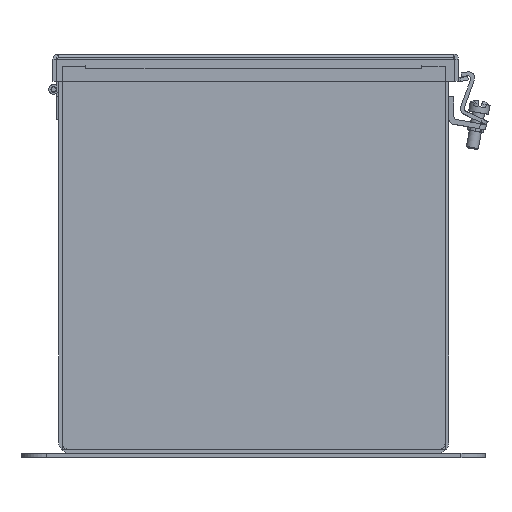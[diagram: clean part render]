
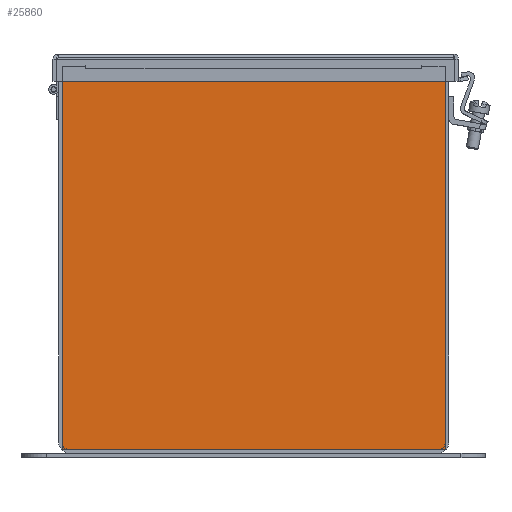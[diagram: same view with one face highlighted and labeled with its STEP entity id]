
A CAD part, left-side view. The second image highlights one B-rep face of the part: STEP entity #25860.
In plain terms, the highlighted planar face has unit normal (-1, 0, 0).
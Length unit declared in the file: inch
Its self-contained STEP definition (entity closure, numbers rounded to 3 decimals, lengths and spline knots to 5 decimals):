
#70 = CARTESIAN_POINT ( 'NONE',  ( -1.70918, -0.69145, 5.79059 ) ) ;
#207 = DIRECTION ( 'NONE',  ( 0., -1., 0. ) ) ;
#1027 = DIRECTION ( 'NONE',  ( 0., -1., 0. ) ) ;
#1970 = VERTEX_POINT ( 'NONE', #6337 ) ;
#2346 = VERTEX_POINT ( 'NONE', #33975 ) ;
#2795 = DIRECTION ( 'NONE',  ( 0., 0., 1. ) ) ;
#3657 = DIRECTION ( 'NONE',  ( 0., 1., 0. ) ) ;
#3742 = CARTESIAN_POINT ( 'NONE',  ( -1.70918, -0.69125, 5.79059 ) ) ;
#3756 = DIRECTION ( 'NONE',  ( 0., 1., 0. ) ) ;
#3829 = ORIENTED_EDGE ( 'NONE', *, *, #12316, .F. ) ;
#5087 = VECTOR ( 'NONE', #41598, 39.37008 ) ;
#5326 = VERTEX_POINT ( 'NONE', #3742 ) ;
#5337 = LINE ( 'NONE', #16612, #49842 ) ;
#5857 = CARTESIAN_POINT ( 'NONE',  ( -1.70918, 6.18895, 1.89604 ) ) ;
#6337 = CARTESIAN_POINT ( 'NONE',  ( -1.70918, 6.18875, 5.79059 ) ) ;
#6886 = ORIENTED_EDGE ( 'NONE', *, *, #48482, .T. ) ;
#7675 = VECTOR ( 'NONE', #37757, 39.37008 ) ;
#8652 = DIRECTION ( 'NONE',  ( 0., 0., 1. ) ) ;
#8893 = EDGE_CURVE ( 'NONE', #46902, #2346, #14498, .T. ) ;
#9587 = EDGE_CURVE ( 'NONE', #45778, #17147, #50783, .T. ) ;
#10265 = LINE ( 'NONE', #33441, #50257 ) ;
#10800 = VECTOR ( 'NONE', #3756, 39.37008 ) ;
#10899 = LINE ( 'NONE', #38496, #49571 ) ;
#12163 = EDGE_CURVE ( 'NONE', #50483, #17445, #37270, .T. ) ;
#12316 = EDGE_CURVE ( 'NONE', #50382, #31857, #31018, .T. ) ;
#12519 = EDGE_CURVE ( 'NONE', #5326, #31857, #5337, .T. ) ;
#13543 = CARTESIAN_POINT ( 'NONE',  ( -1.70918, -1.17725, 5.82204 ) ) ;
#14307 = CARTESIAN_POINT ( 'NONE',  ( -1.70918, -0.69145, 1.89604 ) ) ;
#14498 = LINE ( 'NONE', #5857, #5087 ) ;
#14809 = ORIENTED_EDGE ( 'NONE', *, *, #24218, .F. ) ;
#16612 = CARTESIAN_POINT ( 'NONE',  ( -1.70918, -0.69125, 5.79059 ) ) ;
#17147 = VERTEX_POINT ( 'NONE', #33789 ) ;
#17240 = CARTESIAN_POINT ( 'NONE',  ( -1.70918, -1.17725, 5.82204 ) ) ;
#17445 = VERTEX_POINT ( 'NONE', #26762 ) ;
#18712 = VECTOR ( 'NONE', #47435, 39.37008 ) ;
#19203 = EDGE_CURVE ( 'NONE', #50382, #1970, #10899, .T. ) ;
#19447 = LINE ( 'NONE', #30856, #10800 ) ;
#20471 = DIRECTION ( 'NONE',  ( 0., 1., 0. ) ) ;
#22223 = CARTESIAN_POINT ( 'NONE',  ( -1.70918, -1.17725, -2.02996 ) ) ;
#23051 = VECTOR ( 'NONE', #20471, 39.37008 ) ;
#24046 = LINE ( 'NONE', #13543, #49017 ) ;
#24160 = ORIENTED_EDGE ( 'NONE', *, *, #19203, .T. ) ;
#24218 = EDGE_CURVE ( 'NONE', #17445, #46902, #29207, .T. ) ;
#25057 = ORIENTED_EDGE ( 'NONE', *, *, #12163, .F. ) ;
#25860 = ADVANCED_FACE ( 'NONE', ( #51644 ), #43310, .F. ) ;
#26643 = EDGE_CURVE ( 'NONE', #17147, #27801, #24046, .T. ) ;
#26762 = CARTESIAN_POINT ( 'NONE',  ( -1.70918, 6.67475, 5.82204 ) ) ;
#27340 = ORIENTED_EDGE ( 'NONE', *, *, #26643, .F. ) ;
#27801 = VERTEX_POINT ( 'NONE', #47594 ) ;
#27894 = CARTESIAN_POINT ( 'NONE',  ( -1.70918, 2.74875, 1.89604 ) ) ;
#29207 = LINE ( 'NONE', #17240, #7675 ) ;
#30177 = DIRECTION ( 'NONE',  ( 0., 0., -1. ) ) ;
#30856 = CARTESIAN_POINT ( 'NONE',  ( -1.70918, 6.67475, -2.02996 ) ) ;
#31018 = LINE ( 'NONE', #46924, #40673 ) ;
#31857 = VERTEX_POINT ( 'NONE', #33212 ) ;
#32198 = ORIENTED_EDGE ( 'NONE', *, *, #12519, .T. ) ;
#33212 = CARTESIAN_POINT ( 'NONE',  ( -1.70918, -0.69125, 5.79079 ) ) ;
#33441 = CARTESIAN_POINT ( 'NONE',  ( -1.70918, -1.17725, -2.02996 ) ) ;
#33789 = CARTESIAN_POINT ( 'NONE',  ( -1.70918, -0.69145, 5.82204 ) ) ;
#33975 = CARTESIAN_POINT ( 'NONE',  ( -1.70918, 6.18895, 5.79059 ) ) ;
#34901 = CARTESIAN_POINT ( 'NONE',  ( -1.70918, -0.69145, 5.79059 ) ) ;
#35034 = ORIENTED_EDGE ( 'NONE', *, *, #38520, .F. ) ;
#35494 = CARTESIAN_POINT ( 'NONE',  ( -1.70918, 6.67475, -2.02996 ) ) ;
#37235 = VECTOR ( 'NONE', #8652, 39.37008 ) ;
#37270 = LINE ( 'NONE', #40970, #37235 ) ;
#37757 = DIRECTION ( 'NONE',  ( 0., -1., 0. ) ) ;
#38496 = CARTESIAN_POINT ( 'NONE',  ( -1.70918, 6.18875, 5.82204 ) ) ;
#38520 = EDGE_CURVE ( 'NONE', #42445, #50483, #19447, .T. ) ;
#39127 = ORIENTED_EDGE ( 'NONE', *, *, #9587, .F. ) ;
#39365 = DIRECTION ( 'NONE',  ( 1., 0., 0. ) ) ;
#39688 = CARTESIAN_POINT ( 'NONE',  ( -1.70918, 6.18875, 5.79059 ) ) ;
#40323 = DIRECTION ( 'NONE',  ( 0., 0., 1. ) ) ;
#40673 = VECTOR ( 'NONE', #207, 39.37008 ) ;
#40812 = EDGE_LOOP ( 'NONE', ( #43114, #32198, #3829, #24160, #6886, #49137, #14809, #25057, #35034, #48943, #27340, #39127 ) ) ;
#40970 = CARTESIAN_POINT ( 'NONE',  ( -1.70918, 6.67475, 5.82204 ) ) ;
#41056 = CARTESIAN_POINT ( 'NONE',  ( -1.70918, 6.18875, 5.79079 ) ) ;
#41598 = DIRECTION ( 'NONE',  ( 0., 0., -1. ) ) ;
#42445 = VERTEX_POINT ( 'NONE', #22223 ) ;
#42535 = EDGE_CURVE ( 'NONE', #45778, #5326, #46928, .T. ) ;
#43114 = ORIENTED_EDGE ( 'NONE', *, *, #42535, .T. ) ;
#43310 = PLANE ( 'NONE',  #47207 ) ;
#44249 = CARTESIAN_POINT ( 'NONE',  ( -1.70918, 6.18895, 5.82204 ) ) ;
#44319 = VECTOR ( 'NONE', #2795, 39.37008 ) ;
#45778 = VERTEX_POINT ( 'NONE', #70 ) ;
#45917 = EDGE_CURVE ( 'NONE', #27801, #42445, #10265, .T. ) ;
#46902 = VERTEX_POINT ( 'NONE', #44249 ) ;
#46924 = CARTESIAN_POINT ( 'NONE',  ( -1.70918, 2.74875, 5.79079 ) ) ;
#46928 = LINE ( 'NONE', #34901, #18712 ) ;
#47207 = AXIS2_PLACEMENT_3D ( 'NONE', #27894, #39365, #3657 ) ;
#47435 = DIRECTION ( 'NONE',  ( 0., 1., 0. ) ) ;
#47500 = LINE ( 'NONE', #39688, #23051 ) ;
#47594 = CARTESIAN_POINT ( 'NONE',  ( -1.70918, -1.17725, 5.82204 ) ) ;
#48482 = EDGE_CURVE ( 'NONE', #1970, #2346, #47500, .T. ) ;
#48943 = ORIENTED_EDGE ( 'NONE', *, *, #45917, .F. ) ;
#49017 = VECTOR ( 'NONE', #1027, 39.37008 ) ;
#49137 = ORIENTED_EDGE ( 'NONE', *, *, #8893, .F. ) ;
#49571 = VECTOR ( 'NONE', #30177, 39.37008 ) ;
#49842 = VECTOR ( 'NONE', #40323, 39.37008 ) ;
#50257 = VECTOR ( 'NONE', #50386, 39.37008 ) ;
#50382 = VERTEX_POINT ( 'NONE', #41056 ) ;
#50386 = DIRECTION ( 'NONE',  ( 0., 0., -1. ) ) ;
#50483 = VERTEX_POINT ( 'NONE', #35494 ) ;
#50783 = LINE ( 'NONE', #14307, #44319 ) ;
#51644 = FACE_OUTER_BOUND ( 'NONE', #40812, .T. ) ;
